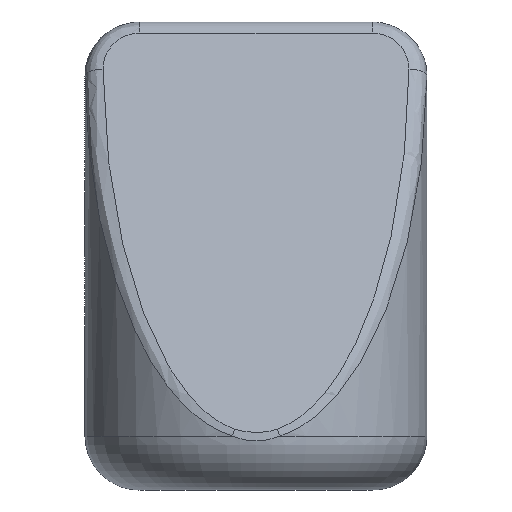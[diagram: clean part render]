
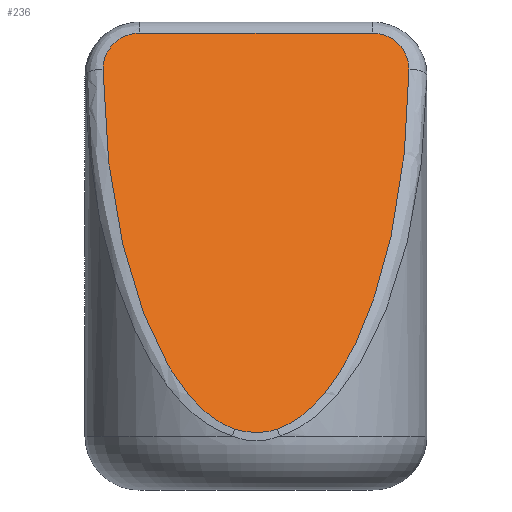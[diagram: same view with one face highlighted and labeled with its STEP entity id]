
A CAD part, front view. The second image highlights one B-rep face of the part: STEP entity #236.
In plain terms, the highlighted planar face has unit normal (0, -0.924, 0.382).
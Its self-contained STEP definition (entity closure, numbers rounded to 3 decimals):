
#22 = EDGE_LOOP ( 'NONE', ( #263, #51, #705, #587, #352, #405 ) ) ;
#44 = CARTESIAN_POINT ( 'NONE',  ( 0.398, -9.411, 3.216 ) ) ;
#48 =( BOUNDED_CURVE ( )  B_SPLINE_CURVE ( 3, ( #642, #265, #485, #551 ),
 .UNSPECIFIED., .F., .T. ) 
 B_SPLINE_CURVE_WITH_KNOTS ( ( 4, 4 ),
 ( 4.731, 6.144 ),
 .UNSPECIFIED. ) 
 CURVE ( )  GEOMETRIC_REPRESENTATION_ITEM ( )  RATIONAL_B_SPLINE_CURVE ( ( 1., 0.84, 0.84, 1. ) ) 
 REPRESENTATION_ITEM ( '' )  );
#50 = CARTESIAN_POINT ( 'NONE',  ( -0.2, -9.416, 3.203 ) ) ;
#51 = ORIENTED_EDGE ( 'NONE', *, *, #114, .T. ) ;
#52 = EDGE_CURVE ( 'NONE', #199, #544, #357, .T. ) ;
#55 = CARTESIAN_POINT ( 'NONE',  ( 7.741, -0.43, 24.96 ) ) ;
#80 = DIRECTION ( 'NONE',  ( -1., 0., 0. ) ) ;
#83 = CARTESIAN_POINT ( 'NONE',  ( -0.988, -9.369, 3.318 ) ) ;
#86 = CARTESIAN_POINT ( 'NONE',  ( -8.499, -1.081, 23.382 ) ) ;
#99 = CARTESIAN_POINT ( 'NONE',  ( 7.514, -0.366, 25.114 ) ) ;
#102 = CARTESIAN_POINT ( 'NONE',  ( 8.418, -5.459, 12.783 ) ) ;
#104 = CARTESIAN_POINT ( 'NONE',  ( 8.499, -1.081, 23.382 ) ) ;
#108 = CARTESIAN_POINT ( 'NONE',  ( -0.401, -9.41, 3.217 ) ) ;
#114 = EDGE_CURVE ( 'NONE', #416, #246, #398, .T. ) ;
#124 = CARTESIAN_POINT ( 'NONE',  ( 10., 0., 26. ) ) ;
#126 = DIRECTION ( 'NONE',  ( 0., -0.382, -0.924 ) ) ;
#132 = CARTESIAN_POINT ( 'NONE',  ( -8.103, -0.588, 24.576 ) ) ;
#136 = CARTESIAN_POINT ( 'NONE',  ( -8.306, -0.724, 24.247 ) ) ;
#141 = VERTEX_POINT ( 'NONE', #364 ) ;
#144 = CARTESIAN_POINT ( 'NONE',  ( -8.488, -0.976, 23.636 ) ) ;
#180 = EDGE_CURVE ( 'NONE', #141, #509, #565, .T. ) ;
#186 = CARTESIAN_POINT ( 'NONE',  ( 6.465, -0.255, 25.382 ) ) ;
#189 = CARTESIAN_POINT ( 'NONE',  ( -8.403, -0.823, 24.008 ) ) ;
#194 = CARTESIAN_POINT ( 'NONE',  ( -6.743, -0.255, 25.382 ) ) ;
#199 = VERTEX_POINT ( 'NONE', #672 ) ;
#217 = CARTESIAN_POINT ( 'NONE',  ( 8.488, -0.976, 23.636 ) ) ;
#220 = CARTESIAN_POINT ( 'NONE',  ( 7.14, -0.301, 25.272 ) ) ;
#236 = ADVANCED_FACE ( 'NONE', ( #280 ), #440, .T. ) ;
#244 = CARTESIAN_POINT ( 'NONE',  ( -7.39, -0.344, 25.166 ) ) ;
#246 = VERTEX_POINT ( 'NONE', #452 ) ;
#262 = CARTESIAN_POINT ( 'NONE',  ( 8.402, -0.822, 24.011 ) ) ;
#263 = ORIENTED_EDGE ( 'NONE', *, *, #327, .T. ) ;
#265 = CARTESIAN_POINT ( 'NONE',  ( -8.418, -5.459, 12.783 ) ) ;
#272 = CARTESIAN_POINT ( 'NONE',  ( 0.2, -9.416, 3.203 ) ) ;
#280 = FACE_OUTER_BOUND ( 'NONE', #22, .T. ) ;
#315 = CARTESIAN_POINT ( 'NONE',  ( 8.499, -1.081, 23.382 ) ) ;
#318 = CARTESIAN_POINT ( 'NONE',  ( 8.5, -1.029, 23.51 ) ) ;
#322 = CARTESIAN_POINT ( 'NONE',  ( 8.439, -0.873, 23.886 ) ) ;
#327 = EDGE_CURVE ( 'NONE', #544, #416, #48, .T. ) ;
#343 = CARTESIAN_POINT ( 'NONE',  ( -7.834, -0.468, 24.866 ) ) ;
#352 = ORIENTED_EDGE ( 'NONE', *, *, #549, .T. ) ;
#357 = B_SPLINE_CURVE_WITH_KNOTS ( 'NONE', 3,
 ( #465, #194, #688, #244, #632, #571, #343, #414, #132, #461, #136, #189, #639, #144, #359, #86 ),
 .UNSPECIFIED., .F., .F.,
 ( 4, 2, 2, 2, 2, 2, 2, 4 ),
 ( 0., 0.001, 0.001, 0.002, 0.002, 0.002, 0.003, 0.003 ),
 .UNSPECIFIED. ) ;
#359 = CARTESIAN_POINT ( 'NONE',  ( -8.5, -1.029, 23.51 ) ) ;
#364 = CARTESIAN_POINT ( 'NONE',  ( 8.499, -1.081, 23.382 ) ) ;
#370 = VECTOR ( 'NONE', #80, 1000. ) ;
#380 = CARTESIAN_POINT ( 'NONE',  ( 6.465, -0.255, 25.382 ) ) ;
#384 = CARTESIAN_POINT ( 'NONE',  ( 7.007, -0.284, 25.313 ) ) ;
#398 = B_SPLINE_CURVE_WITH_KNOTS ( 'NONE', 3,
 ( #472, #83, #643, #108, #50, #272, #44, #548, #538, #493 ),
 .UNSPECIFIED., .F., .F.,
 ( 4, 2, 2, 2, 4 ),
 ( 0., 0.001, 0.001, 0.002, 0.002 ),
 .UNSPECIFIED. ) ;
#405 = ORIENTED_EDGE ( 'NONE', *, *, #52, .T. ) ;
#407 = CARTESIAN_POINT ( 'NONE',  ( -8.499, -1.081, 23.382 ) ) ;
#414 = CARTESIAN_POINT ( 'NONE',  ( -8.019, -0.546, 24.679 ) ) ;
#416 = VERTEX_POINT ( 'NONE', #547 ) ;
#417 = CARTESIAN_POINT ( 'NONE',  ( 1.177, -9.342, 3.382 ) ) ;
#440 = PLANE ( 'NONE',  #671 ) ;
#452 = CARTESIAN_POINT ( 'NONE',  ( 1.177, -9.342, 3.382 ) ) ;
#461 = CARTESIAN_POINT ( 'NONE',  ( -8.246, -0.677, 24.36 ) ) ;
#465 = CARTESIAN_POINT ( 'NONE',  ( -6.465, -0.255, 25.382 ) ) ;
#472 = CARTESIAN_POINT ( 'NONE',  ( -1.177, -9.342, 3.382 ) ) ;
#476 = CARTESIAN_POINT ( 'NONE',  ( 6.604, -0.255, 25.382 ) ) ;
#485 = CARTESIAN_POINT ( 'NONE',  ( -5.514, -8.736, 4.85 ) ) ;
#488 = CARTESIAN_POINT ( 'NONE',  ( 5.514, -8.736, 4.85 ) ) ;
#493 = CARTESIAN_POINT ( 'NONE',  ( 1.177, -9.342, 3.382 ) ) ;
#509 = VERTEX_POINT ( 'NONE', #186 ) ;
#538 = CARTESIAN_POINT ( 'NONE',  ( 0.988, -9.369, 3.318 ) ) ;
#540 =( BOUNDED_CURVE ( )  B_SPLINE_CURVE ( 3, ( #417, #488, #102, #315 ),
 .UNSPECIFIED., .F., .T. ) 
 B_SPLINE_CURVE_WITH_KNOTS ( ( 4, 4 ),
 ( 0.139, 1.552 ),
 .UNSPECIFIED. ) 
 CURVE ( )  GEOMETRIC_REPRESENTATION_ITEM ( )  RATIONAL_B_SPLINE_CURVE ( ( 1., 0.84, 0.84, 1. ) ) 
 REPRESENTATION_ITEM ( '' )  );
#544 = VERTEX_POINT ( 'NONE', #407 ) ;
#547 = CARTESIAN_POINT ( 'NONE',  ( -1.177, -9.342, 3.382 ) ) ;
#548 = CARTESIAN_POINT ( 'NONE',  ( 0.792, -9.387, 3.274 ) ) ;
#549 = EDGE_CURVE ( 'NONE', #509, #199, #689, .T. ) ;
#551 = CARTESIAN_POINT ( 'NONE',  ( -1.177, -9.342, 3.382 ) ) ;
#565 = B_SPLINE_CURVE_WITH_KNOTS ( 'NONE', 3,
 ( #104, #318, #217, #322, #262, #657, #704, #55, #99, #220, #384, #609, #476, #380 ),
 .UNSPECIFIED., .F., .F.,
 ( 4, 2, 2, 2, 2, 2, 4 ),
 ( 0., 0., 0.001, 0.002, 0.002, 0.003, 0.003 ),
 .UNSPECIFIED. ) ;
#571 = CARTESIAN_POINT ( 'NONE',  ( -7.732, -0.433, 24.951 ) ) ;
#572 = CARTESIAN_POINT ( 'NONE',  ( 10., -0.255, 25.382 ) ) ;
#587 = ORIENTED_EDGE ( 'NONE', *, *, #180, .T. ) ;
#609 = CARTESIAN_POINT ( 'NONE',  ( 6.74, -0.261, 25.368 ) ) ;
#632 = CARTESIAN_POINT ( 'NONE',  ( -7.511, -0.372, 25.1 ) ) ;
#639 = CARTESIAN_POINT ( 'NONE',  ( -8.44, -0.874, 23.885 ) ) ;
#642 = CARTESIAN_POINT ( 'NONE',  ( -8.499, -1.081, 23.382 ) ) ;
#643 = CARTESIAN_POINT ( 'NONE',  ( -0.794, -9.387, 3.274 ) ) ;
#657 = CARTESIAN_POINT ( 'NONE',  ( 8.257, -0.675, 24.365 ) ) ;
#666 = DIRECTION ( 'NONE',  ( 0., -0.924, 0.382 ) ) ;
#671 = AXIS2_PLACEMENT_3D ( 'NONE', #124, #666, #126 ) ;
#672 = CARTESIAN_POINT ( 'NONE',  ( -6.465, -0.255, 25.382 ) ) ;
#688 = CARTESIAN_POINT ( 'NONE',  ( -7.017, -0.279, 25.324 ) ) ;
#689 = LINE ( 'NONE', #572, #370 ) ;
#704 = CARTESIAN_POINT ( 'NONE',  ( 8.11, -0.584, 24.587 ) ) ;
#705 = ORIENTED_EDGE ( 'NONE', *, *, #707, .T. ) ;
#707 = EDGE_CURVE ( 'NONE', #246, #141, #540, .T. ) ;
